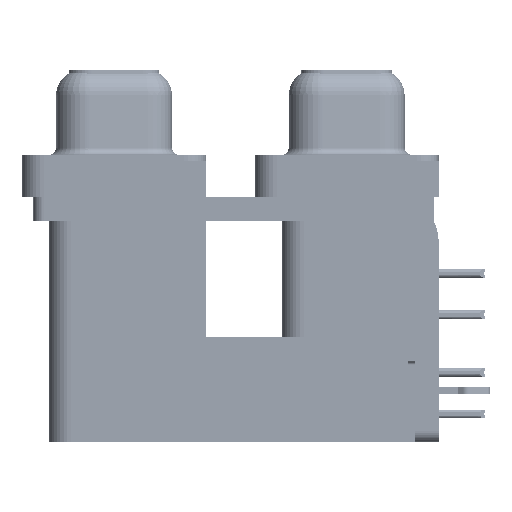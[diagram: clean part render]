
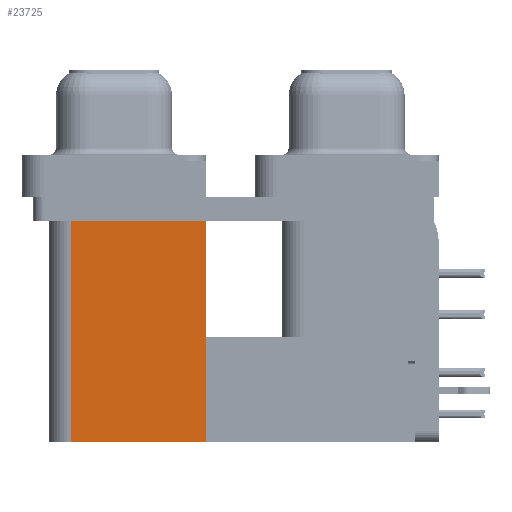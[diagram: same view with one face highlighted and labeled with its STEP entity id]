
A CAD part, left-side view. The second image highlights one B-rep face of the part: STEP entity #23725.
In plain terms, the highlighted planar face has unit normal (-1, 0, 0).
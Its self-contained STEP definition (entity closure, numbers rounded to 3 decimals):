
#2229 = DIRECTION ( 'NONE',  ( 0., 0., 1. ) ) ;
#4492 = DIRECTION ( 'NONE',  ( 0., 0., -1. ) ) ;
#6294 = VERTEX_POINT ( 'NONE', #23424 ) ;
#8179 = EDGE_CURVE ( 'NONE', #13463, #6294, #33679, .T. ) ;
#9504 = CARTESIAN_POINT ( 'NONE',  ( 3.79, 9.6, -19.2 ) ) ;
#10577 = VECTOR ( 'NONE', #17529, 1000. ) ;
#13239 = DIRECTION ( 'NONE',  ( 0., 0., 1. ) ) ;
#13463 = VERTEX_POINT ( 'NONE', #68263 ) ;
#16424 = CARTESIAN_POINT ( 'NONE',  ( 3.79, 18.8, -19.2 ) ) ;
#17529 = DIRECTION ( 'NONE',  ( 0., 1., 0. ) ) ;
#18574 = CARTESIAN_POINT ( 'NONE',  ( 3.79, 9.6, -19.2 ) ) ;
#18847 = CARTESIAN_POINT ( 'NONE',  ( 3.79, 18.8, -19.2 ) ) ;
#20577 = ORIENTED_EDGE ( 'NONE', *, *, #36825, .F. ) ;
#23424 = CARTESIAN_POINT ( 'NONE',  ( 3.79, 18.8, -2.5 ) ) ;
#23725 = ADVANCED_FACE ( 'NONE', ( #39617 ), #63581, .F. ) ;
#25601 = CARTESIAN_POINT ( 'NONE',  ( 3.79, 9.6, -19.2 ) ) ;
#27265 = DIRECTION ( 'NONE',  ( 1., 0., 0. ) ) ;
#27910 = DIRECTION ( 'NONE',  ( 0., 1., 0. ) ) ;
#32909 = CARTESIAN_POINT ( 'NONE',  ( 3.79, 9.6, -2.5 ) ) ;
#33679 = LINE ( 'NONE', #32909, #59658 ) ;
#34602 = EDGE_CURVE ( 'NONE', #68780, #71802, #52285, .T. ) ;
#36653 = ORIENTED_EDGE ( 'NONE', *, *, #34602, .F. ) ;
#36825 = EDGE_CURVE ( 'NONE', #71802, #6294, #67138, .T. ) ;
#39617 = FACE_OUTER_BOUND ( 'NONE', #51403, .T. ) ;
#42626 = LINE ( 'NONE', #25601, #60262 ) ;
#43922 = ORIENTED_EDGE ( 'NONE', *, *, #44021, .T. ) ;
#44021 = EDGE_CURVE ( 'NONE', #68780, #13463, #42626, .T. ) ;
#45237 = AXIS2_PLACEMENT_3D ( 'NONE', #9504, #27265, #4492 ) ;
#45766 = ORIENTED_EDGE ( 'NONE', *, *, #8179, .T. ) ;
#51403 = EDGE_LOOP ( 'NONE', ( #45766, #20577, #36653, #43922 ) ) ;
#52285 = LINE ( 'NONE', #76250, #10577 ) ;
#59658 = VECTOR ( 'NONE', #27910, 1000. ) ;
#60262 = VECTOR ( 'NONE', #13239, 1000. ) ;
#63581 = PLANE ( 'NONE',  #45237 ) ;
#67138 = LINE ( 'NONE', #18847, #74998 ) ;
#68263 = CARTESIAN_POINT ( 'NONE',  ( 3.79, 9.6, -2.5 ) ) ;
#68780 = VERTEX_POINT ( 'NONE', #18574 ) ;
#71802 = VERTEX_POINT ( 'NONE', #16424 ) ;
#74998 = VECTOR ( 'NONE', #2229, 1000. ) ;
#76250 = CARTESIAN_POINT ( 'NONE',  ( 3.79, 9.6, -19.2 ) ) ;
